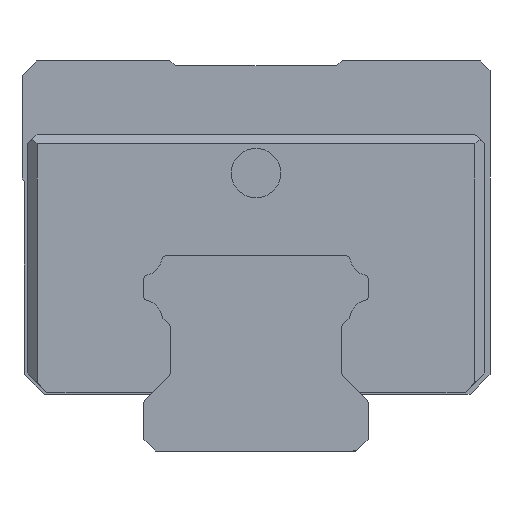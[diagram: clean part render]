
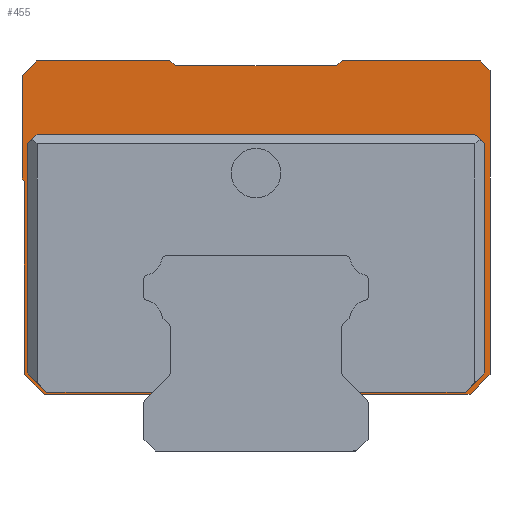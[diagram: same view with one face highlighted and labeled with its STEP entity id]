
A CAD part, left-side view. The second image highlights one B-rep face of the part: STEP entity #455.
In plain terms, the highlighted planar face has unit normal (-1, 0, 0).
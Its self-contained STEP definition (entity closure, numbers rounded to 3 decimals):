
#455=ADVANCED_FACE('',(#704),#617,.T.);
#617=PLANE('',#3045);
#704=FACE_OUTER_BOUND('',#830,.T.);
#830=EDGE_LOOP('',(#1038,#1039,#1040,#1041,#1042,#1043,#1044,#1045,#1046,
#1047,#1048,#1049,#1050,#1051,#1052,#1053,#1054,#1055,#1056,#1057,#1058,
#1059,#1060,#1061,#1062,#1063,#1064));
#1038=ORIENTED_EDGE('',*,*,#2179,.T.);
#1039=ORIENTED_EDGE('',*,*,#2180,.T.);
#1040=ORIENTED_EDGE('',*,*,#2181,.T.);
#1041=ORIENTED_EDGE('',*,*,#2182,.T.);
#1042=ORIENTED_EDGE('',*,*,#2183,.T.);
#1043=ORIENTED_EDGE('',*,*,#2184,.T.);
#1044=ORIENTED_EDGE('',*,*,#2185,.T.);
#1045=ORIENTED_EDGE('',*,*,#2186,.T.);
#1046=ORIENTED_EDGE('',*,*,#2187,.T.);
#1047=ORIENTED_EDGE('',*,*,#2188,.T.);
#1048=ORIENTED_EDGE('',*,*,#2189,.T.);
#1049=ORIENTED_EDGE('',*,*,#2190,.T.);
#1050=ORIENTED_EDGE('',*,*,#2191,.T.);
#1051=ORIENTED_EDGE('',*,*,#2192,.T.);
#1052=ORIENTED_EDGE('',*,*,#2193,.T.);
#1053=ORIENTED_EDGE('',*,*,#2194,.F.);
#1054=ORIENTED_EDGE('',*,*,#2195,.F.);
#1055=ORIENTED_EDGE('',*,*,#2196,.F.);
#1056=ORIENTED_EDGE('',*,*,#2197,.F.);
#1057=ORIENTED_EDGE('',*,*,#2198,.F.);
#1058=ORIENTED_EDGE('',*,*,#2199,.F.);
#1059=ORIENTED_EDGE('',*,*,#2200,.F.);
#1060=ORIENTED_EDGE('',*,*,#2201,.F.);
#1061=ORIENTED_EDGE('',*,*,#2202,.F.);
#1062=ORIENTED_EDGE('',*,*,#2203,.T.);
#1063=ORIENTED_EDGE('',*,*,#2204,.T.);
#1064=ORIENTED_EDGE('',*,*,#2205,.T.);
#1880=VERTEX_POINT('',#4072);
#1881=VERTEX_POINT('',#4073);
#1882=VERTEX_POINT('',#4075);
#1883=VERTEX_POINT('',#4077);
#1884=VERTEX_POINT('',#4079);
#1885=VERTEX_POINT('',#4081);
#1886=VERTEX_POINT('',#4083);
#1887=VERTEX_POINT('',#4085);
#1888=VERTEX_POINT('',#4087);
#1889=VERTEX_POINT('',#4089);
#1890=VERTEX_POINT('',#4091);
#1891=VERTEX_POINT('',#4093);
#1892=VERTEX_POINT('',#4095);
#1893=VERTEX_POINT('',#4097);
#1894=VERTEX_POINT('',#4099);
#1895=VERTEX_POINT('',#4101);
#1896=VERTEX_POINT('',#4103);
#1897=VERTEX_POINT('',#4105);
#1898=VERTEX_POINT('',#4107);
#1899=VERTEX_POINT('',#4109);
#1900=VERTEX_POINT('',#4111);
#1901=VERTEX_POINT('',#4113);
#1902=VERTEX_POINT('',#4115);
#1903=VERTEX_POINT('',#4117);
#1904=VERTEX_POINT('',#4119);
#1905=VERTEX_POINT('',#4121);
#1906=VERTEX_POINT('',#4123);
#2179=EDGE_CURVE('',#1880,#1881,#2600,.T.);
#2180=EDGE_CURVE('',#1881,#1882,#2601,.T.);
#2181=EDGE_CURVE('',#1882,#1883,#2602,.T.);
#2182=EDGE_CURVE('',#1883,#1884,#2603,.T.);
#2183=EDGE_CURVE('',#1884,#1885,#2604,.T.);
#2184=EDGE_CURVE('',#1885,#1886,#2605,.T.);
#2185=EDGE_CURVE('',#1886,#1887,#2606,.T.);
#2186=EDGE_CURVE('',#1887,#1888,#2607,.T.);
#2187=EDGE_CURVE('',#1888,#1889,#2608,.T.);
#2188=EDGE_CURVE('',#1889,#1890,#2609,.T.);
#2189=EDGE_CURVE('',#1890,#1891,#2610,.T.);
#2190=EDGE_CURVE('',#1891,#1892,#2611,.T.);
#2191=EDGE_CURVE('',#1892,#1893,#2612,.T.);
#2192=EDGE_CURVE('',#1893,#1894,#2613,.T.);
#2193=EDGE_CURVE('',#1894,#1895,#2614,.T.);
#2194=EDGE_CURVE('',#1896,#1895,#2615,.T.);
#2195=EDGE_CURVE('',#1897,#1896,#2616,.T.);
#2196=EDGE_CURVE('',#1898,#1897,#2617,.T.);
#2197=EDGE_CURVE('',#1899,#1898,#2618,.T.);
#2198=EDGE_CURVE('',#1900,#1899,#2619,.T.);
#2199=EDGE_CURVE('',#1901,#1900,#2620,.T.);
#2200=EDGE_CURVE('',#1902,#1901,#2621,.T.);
#2201=EDGE_CURVE('',#1903,#1902,#2622,.T.);
#2202=EDGE_CURVE('',#1904,#1903,#2623,.T.);
#2203=EDGE_CURVE('',#1904,#1905,#2624,.T.);
#2204=EDGE_CURVE('',#1905,#1906,#2625,.T.);
#2205=EDGE_CURVE('',#1906,#1880,#2626,.T.);
#2600=LINE('',#4071,#2822);
#2601=LINE('',#4074,#2823);
#2602=LINE('',#4076,#2824);
#2603=LINE('',#4078,#2825);
#2604=LINE('',#4080,#2826);
#2605=LINE('',#4082,#2827);
#2606=LINE('',#4084,#2828);
#2607=LINE('',#4086,#2829);
#2608=LINE('',#4088,#2830);
#2609=LINE('',#4090,#2831);
#2610=LINE('',#4092,#2832);
#2611=LINE('',#4094,#2833);
#2612=LINE('',#4096,#2834);
#2613=LINE('',#4098,#2835);
#2614=LINE('',#4100,#2836);
#2615=LINE('',#4102,#2837);
#2616=LINE('',#4104,#2838);
#2617=LINE('',#4106,#2839);
#2618=LINE('',#4108,#2840);
#2619=LINE('',#4110,#2841);
#2620=LINE('',#4112,#2842);
#2621=LINE('',#4114,#2843);
#2622=LINE('',#4116,#2844);
#2623=LINE('',#4118,#2845);
#2624=LINE('',#4120,#2846);
#2625=LINE('',#4122,#2847);
#2626=LINE('',#4124,#2848);
#2822=VECTOR('',#3314,1.);
#2823=VECTOR('',#3315,1.);
#2824=VECTOR('',#3316,1.);
#2825=VECTOR('',#3317,1.);
#2826=VECTOR('',#3318,1.);
#2827=VECTOR('',#3319,1.);
#2828=VECTOR('',#3320,1.);
#2829=VECTOR('',#3321,1.);
#2830=VECTOR('',#3322,1.);
#2831=VECTOR('',#3323,1.);
#2832=VECTOR('',#3324,1.);
#2833=VECTOR('',#3325,1.);
#2834=VECTOR('',#3326,1.);
#2835=VECTOR('',#3327,1.);
#2836=VECTOR('',#3328,1.);
#2837=VECTOR('',#3329,1.);
#2838=VECTOR('',#3330,1.);
#2839=VECTOR('',#3331,1.);
#2840=VECTOR('',#3332,1.);
#2841=VECTOR('',#3333,1.);
#2842=VECTOR('',#3334,1.);
#2843=VECTOR('',#3335,1.);
#2844=VECTOR('',#3336,1.);
#2845=VECTOR('',#3337,1.);
#2846=VECTOR('',#3338,1.);
#2847=VECTOR('',#3339,1.);
#2848=VECTOR('',#3340,1.);
#3045=AXIS2_PLACEMENT_3D('',#4125,#3341,#3342);
#3314=DIRECTION('',(0.,0.,1.));
#3315=DIRECTION('',(0.,0.707,0.707));
#3316=DIRECTION('',(0.,1.,0.));
#3317=DIRECTION('',(0.,0.818,-0.576));
#3318=DIRECTION('',(0.,1.,0.));
#3319=DIRECTION('',(0.,0.818,0.576));
#3320=DIRECTION('',(0.,1.,0.));
#3321=DIRECTION('',(0.,0.707,-0.707));
#3322=DIRECTION('',(0.,0.,-1.));
#3323=DIRECTION('',(0.,0.,-1.));
#3324=DIRECTION('',(0.,-0.555,-0.832));
#3325=DIRECTION('',(0.,0.,-1.));
#3326=DIRECTION('',(0.,-0.707,-0.707));
#3327=DIRECTION('',(0.,-1.,0.));
#3328=DIRECTION('',(0.,-0.707,0.707));
#3329=DIRECTION('',(0.,-1.,0.));
#3330=DIRECTION('',(0.,-0.707,-0.707));
#3331=DIRECTION('',(0.,0.,-1.));
#3332=DIRECTION('',(0.,0.707,-0.707));
#3333=DIRECTION('',(0.,1.,0.));
#3334=DIRECTION('',(0.,0.707,0.707));
#3335=DIRECTION('',(0.,0.,1.));
#3336=DIRECTION('',(0.,-0.707,0.707));
#3337=DIRECTION('',(0.,-1.,0.));
#3338=DIRECTION('',(0.,-0.707,-0.707));
#3339=DIRECTION('',(0.,-1.,0.));
#3340=DIRECTION('',(0.,-0.707,0.707));
#3341=DIRECTION('',(-1.,0.,0.));
#3342=DIRECTION('',(0.,0.,1.));
#4071=CARTESIAN_POINT('',(563.665,-1117.785,8.35));
#4072=CARTESIAN_POINT('',(563.665,-1117.785,8.35));
#4073=CARTESIAN_POINT('',(563.665,-1117.785,39.5));
#4074=CARTESIAN_POINT('',(563.665,-1113.43,43.855));
#4075=CARTESIAN_POINT('',(563.665,-1116.785,40.5));
#4076=CARTESIAN_POINT('',(563.665,-1116.535,40.5));
#4077=CARTESIAN_POINT('',(563.665,-1102.638,40.5));
#4078=CARTESIAN_POINT('',(563.665,-1102.638,40.5));
#4079=CARTESIAN_POINT('',(563.665,-1101.928,40.));
#4080=CARTESIAN_POINT('',(563.665,-1101.928,40.));
#4081=CARTESIAN_POINT('',(563.665,-1085.643,40.));
#4082=CARTESIAN_POINT('',(563.665,-1085.643,40.));
#4083=CARTESIAN_POINT('',(563.665,-1084.933,40.5));
#4084=CARTESIAN_POINT('',(563.665,-1084.933,40.5));
#4085=CARTESIAN_POINT('',(563.665,-1071.285,40.5));
#4086=CARTESIAN_POINT('',(563.665,-1071.285,40.5));
#4087=CARTESIAN_POINT('',(563.665,-1069.785,39.));
#4088=CARTESIAN_POINT('',(563.665,-1069.785,39.));
#4089=CARTESIAN_POINT('',(563.665,-1069.785,35.));
#4090=CARTESIAN_POINT('',(563.665,-1069.785,35.));
#4091=CARTESIAN_POINT('',(563.665,-1069.785,28.5));
#4092=CARTESIAN_POINT('',(563.665,-1069.785,28.5));
#4093=CARTESIAN_POINT('',(563.665,-1070.035,28.126));
#4094=CARTESIAN_POINT('',(563.665,-1070.035,28.126));
#4095=CARTESIAN_POINT('',(563.665,-1070.035,8.35));
#4096=CARTESIAN_POINT('',(563.665,-1070.035,8.35));
#4097=CARTESIAN_POINT('',(563.665,-1072.085,6.3));
#4098=CARTESIAN_POINT('',(563.665,-1107.847,6.3));
#4099=CARTESIAN_POINT('',(563.665,-1082.985,6.3));
#4100=CARTESIAN_POINT('',(563.665,-1085.09,8.405));
#4101=CARTESIAN_POINT('',(563.665,-1083.185,6.5));
#4102=CARTESIAN_POINT('',(563.665,-1072.335,6.5));
#4103=CARTESIAN_POINT('',(563.665,-1072.335,6.5));
#4104=CARTESIAN_POINT('',(563.665,-1070.335,8.5));
#4105=CARTESIAN_POINT('',(563.665,-1070.335,8.5));
#4106=CARTESIAN_POINT('',(563.665,-1070.335,32.));
#4107=CARTESIAN_POINT('',(563.665,-1070.335,32.));
#4108=CARTESIAN_POINT('',(563.665,-1071.335,33.));
#4109=CARTESIAN_POINT('',(563.665,-1071.335,33.));
#4110=CARTESIAN_POINT('',(563.665,-1116.235,33.));
#4111=CARTESIAN_POINT('',(563.665,-1116.235,33.));
#4112=CARTESIAN_POINT('',(563.665,-1117.235,32.));
#4113=CARTESIAN_POINT('',(563.665,-1117.235,32.));
#4114=CARTESIAN_POINT('',(563.665,-1117.235,8.5));
#4115=CARTESIAN_POINT('',(563.665,-1117.235,8.5));
#4116=CARTESIAN_POINT('',(563.665,-1115.235,6.5));
#4117=CARTESIAN_POINT('',(563.665,-1115.235,6.5));
#4118=CARTESIAN_POINT('',(563.665,-1072.335,6.5));
#4119=CARTESIAN_POINT('',(563.665,-1104.385,6.5));
#4120=CARTESIAN_POINT('',(563.665,-1090.231,20.655));
#4121=CARTESIAN_POINT('',(563.665,-1104.585,6.3));
#4122=CARTESIAN_POINT('',(563.665,-1107.847,6.3));
#4123=CARTESIAN_POINT('',(563.665,-1115.735,6.3));
#4124=CARTESIAN_POINT('',(563.665,-1115.735,6.3));
#4125=CARTESIAN_POINT('',(563.665,-1081.535,11.96));
